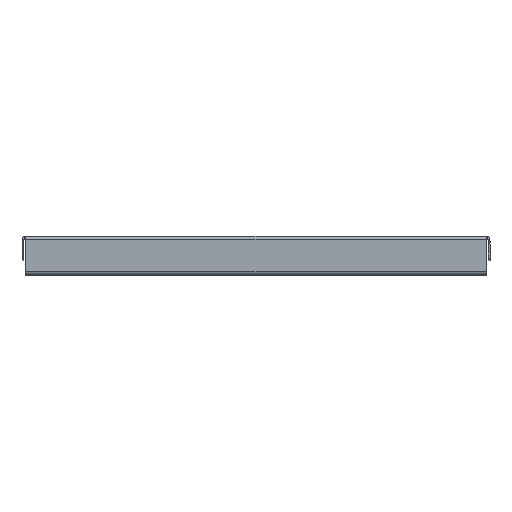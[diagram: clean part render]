
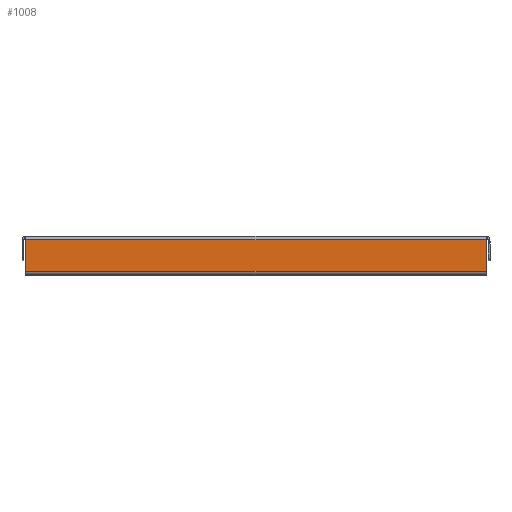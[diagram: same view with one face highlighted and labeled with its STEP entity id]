
A CAD part, top view. The second image highlights one B-rep face of the part: STEP entity #1008.
In plain terms, the highlighted planar face has unit normal (0, 0, 1).
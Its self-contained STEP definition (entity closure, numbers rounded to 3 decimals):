
#136 = ORIENTED_EDGE ( 'NONE', *, *, #2169, .F. ) ;
#444 = CARTESIAN_POINT ( 'NONE',  ( 196., -30., 249. ) ) ;
#607 = VERTEX_POINT ( 'NONE', #2466 ) ;
#617 = DIRECTION ( 'NONE',  ( -1., 0., 0. ) ) ;
#1008 = ADVANCED_FACE ( 'NONE', ( #5392 ), #6868, .T. ) ;
#1060 = CARTESIAN_POINT ( 'NONE',  ( 0., -3., 249. ) ) ;
#1147 = LINE ( 'NONE', #3796, #1221 ) ;
#1221 = VECTOR ( 'NONE', #5880, 1000. ) ;
#1570 = VERTEX_POINT ( 'NONE', #1589 ) ;
#1589 = CARTESIAN_POINT ( 'NONE',  ( 196., -30., 249. ) ) ;
#1999 = EDGE_CURVE ( 'NONE', #4636, #2257, #1147, .T. ) ;
#2093 = ORIENTED_EDGE ( 'NONE', *, *, #8194, .T. ) ;
#2101 = CARTESIAN_POINT ( 'NONE',  ( -196., -3., 249. ) ) ;
#2169 = EDGE_CURVE ( 'NONE', #1570, #4636, #3900, .T. ) ;
#2257 = VERTEX_POINT ( 'NONE', #2101 ) ;
#2466 = CARTESIAN_POINT ( 'NONE',  ( 196., -3., 249. ) ) ;
#2882 = ORIENTED_EDGE ( 'NONE', *, *, #6985, .F. ) ;
#3066 = DIRECTION ( 'NONE',  ( -1., 0., 0. ) ) ;
#3765 = LINE ( 'NONE', #1060, #4280 ) ;
#3796 = CARTESIAN_POINT ( 'NONE',  ( -196., -1.5, 249. ) ) ;
#3900 = LINE ( 'NONE', #6551, #7332 ) ;
#4280 = VECTOR ( 'NONE', #3066, 1000. ) ;
#4597 = AXIS2_PLACEMENT_3D ( 'NONE', #5434, #6701, #8055 ) ;
#4636 = VERTEX_POINT ( 'NONE', #7955 ) ;
#5392 = FACE_OUTER_BOUND ( 'NONE', #5645, .T. ) ;
#5434 = CARTESIAN_POINT ( 'NONE',  ( 0., 0., 249. ) ) ;
#5641 = VECTOR ( 'NONE', #5846, 1000. ) ;
#5645 = EDGE_LOOP ( 'NONE', ( #2882, #2093, #6811, #136 ) ) ;
#5846 = DIRECTION ( 'NONE',  ( 0., -1., 0. ) ) ;
#5880 = DIRECTION ( 'NONE',  ( 0., 1., 0. ) ) ;
#6423 = LINE ( 'NONE', #444, #5641 ) ;
#6551 = CARTESIAN_POINT ( 'NONE',  ( -196., -30., 249. ) ) ;
#6701 = DIRECTION ( 'NONE',  ( 0., 0., 1. ) ) ;
#6811 = ORIENTED_EDGE ( 'NONE', *, *, #1999, .F. ) ;
#6868 = PLANE ( 'NONE',  #4597 ) ;
#6985 = EDGE_CURVE ( 'NONE', #607, #1570, #6423, .T. ) ;
#7332 = VECTOR ( 'NONE', #617, 1000. ) ;
#7955 = CARTESIAN_POINT ( 'NONE',  ( -196., -30., 249. ) ) ;
#8055 = DIRECTION ( 'NONE',  ( 0., -1., 0. ) ) ;
#8194 = EDGE_CURVE ( 'NONE', #607, #2257, #3765, .T. ) ;
